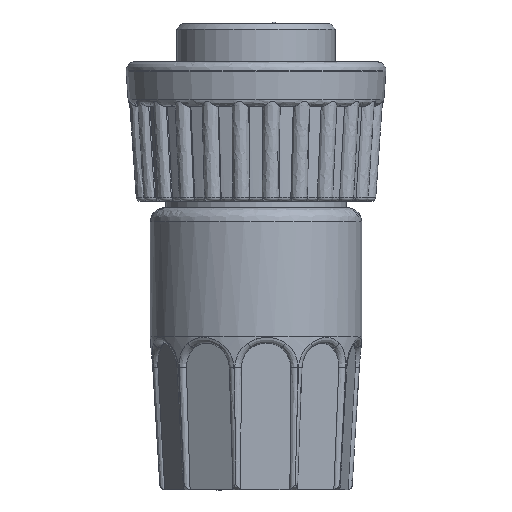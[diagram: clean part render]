
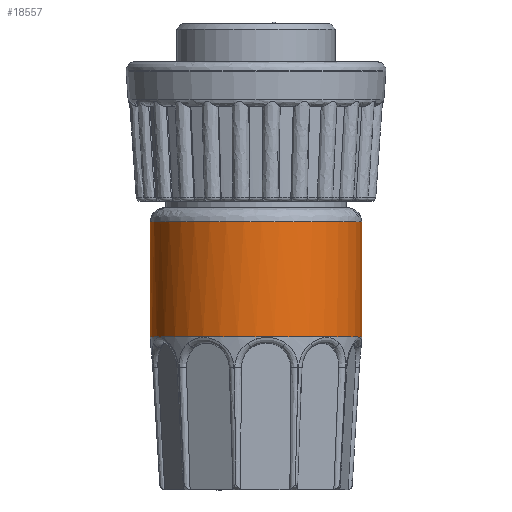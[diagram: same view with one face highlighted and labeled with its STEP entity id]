
A CAD part, front view. The second image highlights one B-rep face of the part: STEP entity #18557.
In plain terms, the highlighted cylindrical face has radius 9.042 mm (diameter 18.085 mm), a partial arc.
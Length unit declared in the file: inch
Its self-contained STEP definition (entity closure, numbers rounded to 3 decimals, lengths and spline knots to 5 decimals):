
#603 = DIRECTION ( 'NONE',  ( 1., 0., 0. ) ) ;
#1240 = LINE ( 'NONE', #15505, #5167 ) ;
#1844 = DIRECTION ( 'NONE',  ( 1., 0., 0. ) ) ;
#3038 = CARTESIAN_POINT ( 'NONE',  ( 0., -0.356, -1.054 ) ) ;
#3530 = CARTESIAN_POINT ( 'NONE',  ( -0.356, 0., -0.62 ) ) ;
#4674 = CIRCLE ( 'NONE', #16957, 0.356 ) ;
#5118 = FACE_OUTER_BOUND ( 'NONE', #6350, .T. ) ;
#5167 = VECTOR ( 'NONE', #5339, 39.37008 ) ;
#5339 = DIRECTION ( 'NONE',  ( 0., 0., 1. ) ) ;
#5588 = VECTOR ( 'NONE', #6452, 39.37008 ) ;
#6207 = DIRECTION ( 'NONE',  ( 0., 0., 1. ) ) ;
#6350 = EDGE_LOOP ( 'NONE', ( #7534, #8737, #9237, #9165, #11275, #8403 ) ) ;
#6383 = VERTEX_POINT ( 'NONE', #3038 ) ;
#6387 = AXIS2_PLACEMENT_3D ( 'NONE', #15530, #6807, #17015 ) ;
#6452 = DIRECTION ( 'NONE',  ( 0., 0., 1. ) ) ;
#6557 = DIRECTION ( 'NONE',  ( 0., 0., 1. ) ) ;
#6775 = VERTEX_POINT ( 'NONE', #15446 ) ;
#6807 = DIRECTION ( 'NONE',  ( 0., 0., -1. ) ) ;
#7269 = VERTEX_POINT ( 'NONE', #15987 ) ;
#7534 = ORIENTED_EDGE ( 'NONE', *, *, #16933, .F. ) ;
#7867 = CARTESIAN_POINT ( 'NONE',  ( 0., 0., -1.054 ) ) ;
#8059 = CIRCLE ( 'NONE', #17619, 0.356 ) ;
#8278 = EDGE_CURVE ( 'NONE', #7269, #6775, #1240, .T. ) ;
#8403 = ORIENTED_EDGE ( 'NONE', *, *, #13997, .T. ) ;
#8525 = CYLINDRICAL_SURFACE ( 'NONE', #9273, 0.356 ) ;
#8719 = AXIS2_PLACEMENT_3D ( 'NONE', #15276, #6557, #16763 ) ;
#8737 = ORIENTED_EDGE ( 'NONE', *, *, #13926, .T. ) ;
#9165 = ORIENTED_EDGE ( 'NONE', *, *, #8278, .T. ) ;
#9220 = CARTESIAN_POINT ( 'NONE',  ( -0.35407, -0.03702, -0.66662 ) ) ;
#9237 = ORIENTED_EDGE ( 'NONE', *, *, #12963, .T. ) ;
#9273 = AXIS2_PLACEMENT_3D ( 'NONE', #10598, #6207, #1844 ) ;
#9332 = DIRECTION ( 'NONE',  ( 1., 0., 0. ) ) ;
#9358 = DIRECTION ( 'NONE',  ( 0., 0., -1. ) ) ;
#9374 = VERTEX_POINT ( 'NONE', #12155 ) ;
#9839 = CIRCLE ( 'NONE', #6387, 0.356 ) ;
#10342 = VERTEX_POINT ( 'NONE', #17820 ) ;
#10370 = LINE ( 'NONE', #3530, #5588 ) ;
#10598 = CARTESIAN_POINT ( 'NONE',  ( 0., 0., -0.62 ) ) ;
#11275 = ORIENTED_EDGE ( 'NONE', *, *, #17136, .T. ) ;
#12155 = CARTESIAN_POINT ( 'NONE',  ( -0.356, 0., -0.66662 ) ) ;
#12963 = EDGE_CURVE ( 'NONE', #6383, #7269, #8059, .T. ) ;
#13926 = EDGE_CURVE ( 'NONE', #10342, #6383, #14190, .T. ) ;
#13997 = EDGE_CURVE ( 'NONE', #17359, #9374, #9839, .T. ) ;
#14190 = CIRCLE ( 'NONE', #8719, 0.356 ) ;
#15276 = CARTESIAN_POINT ( 'NONE',  ( 0., 0., -1.054 ) ) ;
#15446 = CARTESIAN_POINT ( 'NONE',  ( 0.356, 0., -0.66662 ) ) ;
#15505 = CARTESIAN_POINT ( 'NONE',  ( 0.356, 0., -0.62 ) ) ;
#15530 = CARTESIAN_POINT ( 'NONE',  ( 0., 0., -0.66662 ) ) ;
#15987 = CARTESIAN_POINT ( 'NONE',  ( 0.356, 0., -1.054 ) ) ;
#16763 = DIRECTION ( 'NONE',  ( 1., 0., 0. ) ) ;
#16933 = EDGE_CURVE ( 'NONE', #10342, #9374, #10370, .T. ) ;
#16957 = AXIS2_PLACEMENT_3D ( 'NONE', #18093, #9358, #603 ) ;
#17015 = DIRECTION ( 'NONE',  ( 1., 0., 0. ) ) ;
#17136 = EDGE_CURVE ( 'NONE', #6775, #17359, #4674, .T. ) ;
#17359 = VERTEX_POINT ( 'NONE', #9220 ) ;
#17619 = AXIS2_PLACEMENT_3D ( 'NONE', #7867, #18062, #9332 ) ;
#17820 = CARTESIAN_POINT ( 'NONE',  ( -0.356, 0., -1.054 ) ) ;
#18062 = DIRECTION ( 'NONE',  ( 0., 0., 1. ) ) ;
#18093 = CARTESIAN_POINT ( 'NONE',  ( 0., 0., -0.66662 ) ) ;
#18557 = ADVANCED_FACE ( 'NONE', ( #5118 ), #8525, .T. ) ;
